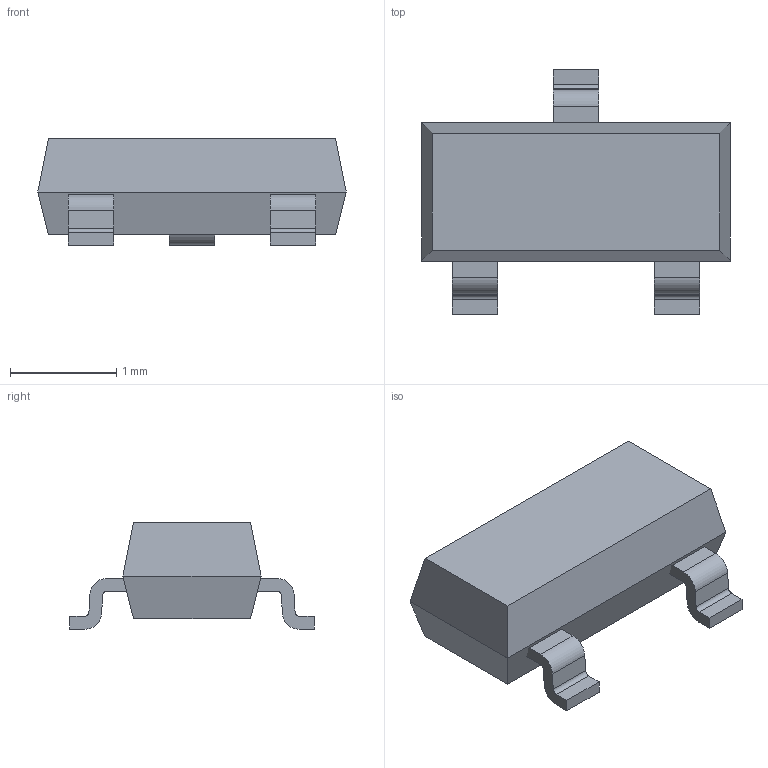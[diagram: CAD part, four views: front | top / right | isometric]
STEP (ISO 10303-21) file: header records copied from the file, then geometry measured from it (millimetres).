
FILE_DESCRIPTION(('FreeCAD Model'),'2;1');
FILE_NAME('Open CASCADE Shape Model','2025-09-10T18:02:06',(''),(''), 'Open CASCADE STEP processor 7.8','FreeCAD','Unknown');
FILE_SCHEMA(('AUTOMOTIVE_DESIGN { 1 0 10303 214 1 1 1 1 }'));
Length unit declared in the file: millimetre
Products named in the file (6): Unnamed; SOT23_3LEADS_BODY; SOT23_3LEADS_PIN; SOT23_3LEADS_ARRAY; Pad001; SOT23_3LEADS_FRONT_PIN
Assembly tree (6 placements, depth 3):
  Unnamed
    SOT23_3LEADS_BODY
    SOT23_3LEADS_PIN
    SOT23_3LEADS_ARRAY
      Pad001  x2
    SOT23_3LEADS_FRONT_PIN
Bounding box: 2.9 x 2.3 x 1 mm (x, y, z)
Volume: 3.2 mm3; surface area: 17.4 mm2
Topology: 5 solids, 5 shells, 70 faces, 176 edges, 116 vertices
Faces by surface type: plane 54, cylinder 16
Entity records: 1801 total; most frequent: CARTESIAN_POINT 295, DIRECTION 290, ORIENTED_EDGE 280, EDGE_CURVE 140, LINE 116, VECTOR 116, VERTEX_POINT 92, AXIS2_PLACEMENT_3D 87
